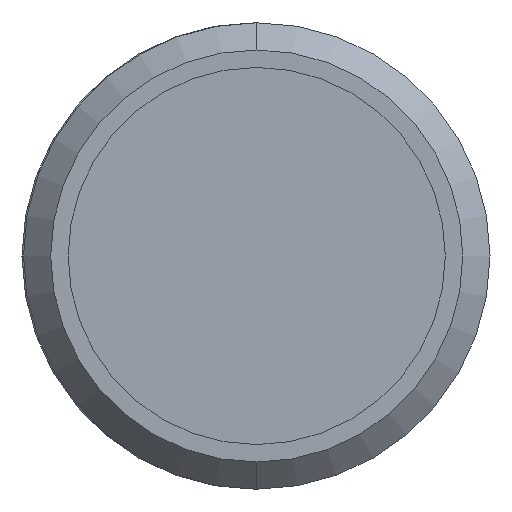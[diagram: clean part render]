
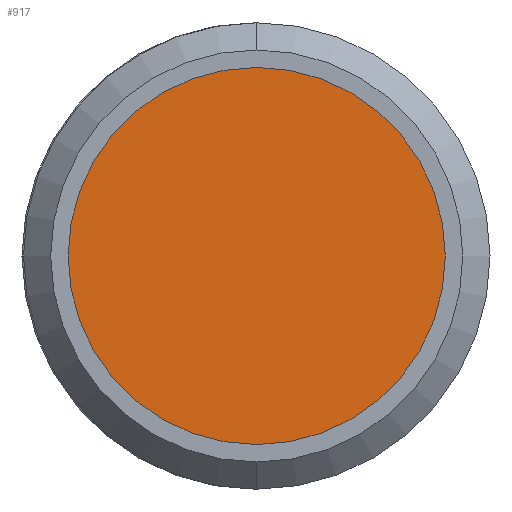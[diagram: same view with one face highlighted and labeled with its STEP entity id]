
A CAD part, front view. The second image highlights one B-rep face of the part: STEP entity #917.
In plain terms, the highlighted planar face has unit normal (0, -1, 0).
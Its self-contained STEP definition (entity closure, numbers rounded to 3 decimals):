
#917=ADVANCED_FACE('',(#1753),#1754,.T.);
#923=EDGE_CURVE('',#1759,#1763,#1764,.T.);
#927=EDGE_CURVE('',#1759,#1763,#1769,.T.);
#1753=FACE_OUTER_BOUND('',#4227,.T.);
#1754=PLANE('',#4228);
#1759=VERTEX_POINT('',#4234);
#1763=VERTEX_POINT('',#4240);
#1764=CIRCLE('',#4241,4.85);
#1769=CIRCLE('',#4249,4.85);
#4227=EDGE_LOOP('',(#6256,#6257));
#4228=AXIS2_PLACEMENT_3D('',#6258,#6259,#6260);
#4234=CARTESIAN_POINT('',(4.85,-0.01,0.0));
#4240=CARTESIAN_POINT('',(-4.85,-0.01,0.0));
#4241=AXIS2_PLACEMENT_3D('',#6270,#6271,#6272);
#4249=AXIS2_PLACEMENT_3D('',#6274,#6275,#6276);
#6256=ORIENTED_EDGE('',*,*,#923,.F.);
#6257=ORIENTED_EDGE('',*,*,#927,.T.);
#6258=CARTESIAN_POINT('',(0.0,-0.01,0.0));
#6259=DIRECTION('',(0.0,-1.0,0.0));
#6260=DIRECTION('',(1.0,0.0,0.0));
#6270=CARTESIAN_POINT('',(0.0,-0.01,0.0));
#6271=DIRECTION('',(-0.0,1.0,0.0));
#6272=DIRECTION('',(1.0,0.0,0.0));
#6274=CARTESIAN_POINT('',(0.0,-0.01,0.0));
#6275=DIRECTION('',(0.0,-1.0,0.0));
#6276=DIRECTION('',(1.0,0.0,0.0));
